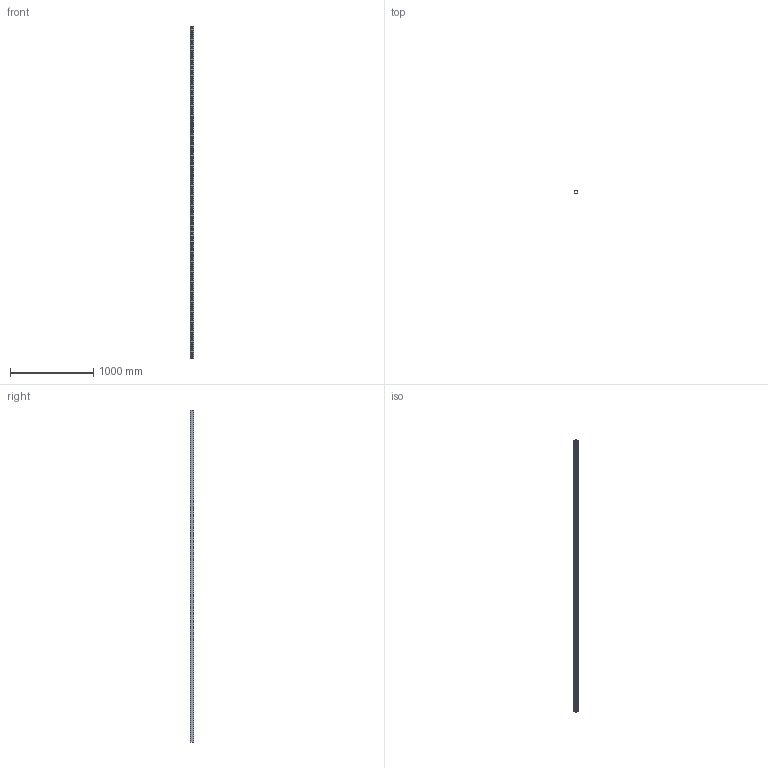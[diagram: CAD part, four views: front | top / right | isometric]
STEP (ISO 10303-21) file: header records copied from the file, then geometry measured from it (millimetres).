
FILE_DESCRIPTION((''),'2;1');
FILE_NAME('129962.stp','2010-07-27T14:11:13',('DMK009'),(''),'Autodesk Inventor 2010','Autodesk Inventor 2010','');
FILE_SCHEMA(('AUTOMOTIVE_DESIGN { 1 0 10303 214 1 1 1 1 }'));
Length unit declared in the file: millimetre
Products named in the file (1): MPC Systemschiene 38x40 Edelstahl
Bounding box: 38 x 40 x 4000 mm (x, y, z)
Volume: 975459.7 mm3; surface area: 1002794.8 mm2
Topology: 1 solids, 1 shells, 272 faces, 810 edges, 540 vertices
Faces by surface type: cylinder 158, plane 114
Full cylindrical faces by diameter (mm): 17 x50
Entity records: 9426 total; most frequent: DIRECTION 1622, CARTESIAN_POINT 1573, ORIENTED_EDGE 1520, EDGE_CURVE 760, AXIS2_PLACEMENT_3D 589, VERTEX_POINT 540, EDGE_LOOP 522, VECTOR 444
